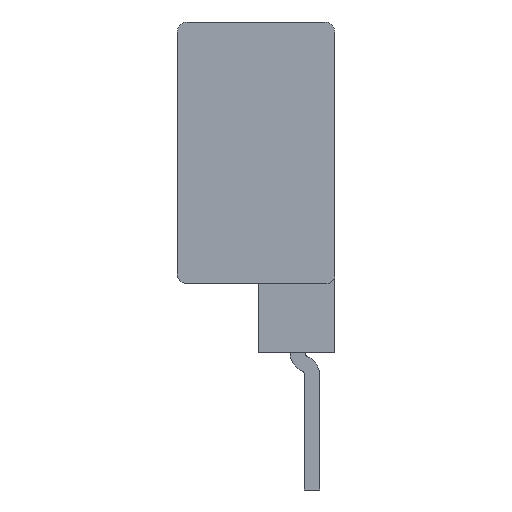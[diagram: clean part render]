
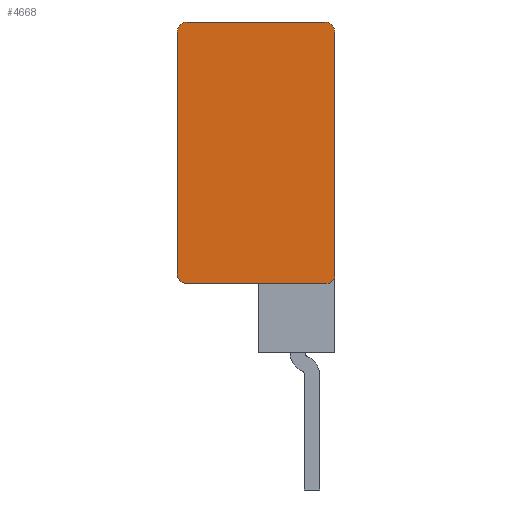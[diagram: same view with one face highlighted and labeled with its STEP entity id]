
A CAD part, left-side view. The second image highlights one B-rep face of the part: STEP entity #4668.
In plain terms, the highlighted planar face has unit normal (-1, 0, 0).
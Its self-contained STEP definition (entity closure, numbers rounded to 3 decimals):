
#1=CARTESIAN_POINT('',(-102.3,14.5,24.7));
#2=DIRECTION('',(-1.,0.,0.));
#3=DIRECTION('',(0.,0.,1.));
#4=AXIS2_PLACEMENT_3D('',#1,#2,#3);
#6=DIRECTION('',(0.,1.,0.));
#7=VECTOR('',#6,13.5);
#8=CARTESIAN_POINT('',(-102.3,1.,25.7));
#9=LINE('',#8,#7);
#10=CARTESIAN_POINT('',(-102.3,1.,24.7));
#11=DIRECTION('',(-1.,0.,0.));
#12=DIRECTION('',(0.,-1.,0.));
#13=AXIS2_PLACEMENT_3D('',#10,#11,#12);
#15=DIRECTION('',(0.,0.,1.));
#16=VECTOR('',#15,23.9);
#17=CARTESIAN_POINT('',(-102.3,0.,0.8));
#18=LINE('',#17,#16);
#19=CARTESIAN_POINT('',(-102.3,0.806,0.8));
#20=DIRECTION('',(-1.,0.,0.));
#21=DIRECTION('',(0.,0.,-1.));
#22=AXIS2_PLACEMENT_3D('',#19,#20,#21);
#24=DIRECTION('',(0.,-1.,0.));
#25=VECTOR('',#24,13.694);
#26=CARTESIAN_POINT('',(-102.3,14.5,0.));
#27=LINE('',#26,#25);
#28=CARTESIAN_POINT('',(-102.3,14.5,1.));
#29=DIRECTION('',(-1.,0.,0.));
#30=DIRECTION('',(0.,1.,0.));
#31=AXIS2_PLACEMENT_3D('',#28,#29,#30);
#33=DIRECTION('',(0.,0.,-1.));
#34=VECTOR('',#33,23.7);
#35=CARTESIAN_POINT('',(-102.3,15.5,24.7));
#36=LINE('',#35,#34);
#3659=CARTESIAN_POINT('',(-102.3,14.5,25.7));
#3660=CARTESIAN_POINT('',(-102.3,15.5,24.7));
#3661=VERTEX_POINT('',#3659);
#3662=VERTEX_POINT('',#3660);
#3663=CARTESIAN_POINT('',(-102.3,15.5,1.));
#3664=VERTEX_POINT('',#3663);
#3665=CARTESIAN_POINT('',(-102.3,14.5,0.));
#3666=VERTEX_POINT('',#3665);
#3667=CARTESIAN_POINT('',(-102.3,0.806,-0.006));
#3668=VERTEX_POINT('',#3667);
#3669=CARTESIAN_POINT('',(-102.3,0.,0.8));
#3670=VERTEX_POINT('',#3669);
#3671=CARTESIAN_POINT('',(-102.3,0.,24.7));
#3672=VERTEX_POINT('',#3671);
#3673=CARTESIAN_POINT('',(-102.3,1.,25.7));
#3674=VERTEX_POINT('',#3673);
#4645=CARTESIAN_POINT('',(-102.3,0.,0.));
#4646=DIRECTION('',(-1.,0.,0.));
#4647=DIRECTION('',(0.,-1.,0.));
#4648=AXIS2_PLACEMENT_3D('',#4645,#4646,#4647);
#4649=PLANE('',#4648);
#4651=ORIENTED_EDGE('',*,*,#4650,.F.);
#4653=ORIENTED_EDGE('',*,*,#4652,.F.);
#4655=ORIENTED_EDGE('',*,*,#4654,.F.);
#4657=ORIENTED_EDGE('',*,*,#4656,.F.);
#4659=ORIENTED_EDGE('',*,*,#4658,.F.);
#4661=ORIENTED_EDGE('',*,*,#4660,.F.);
#4663=ORIENTED_EDGE('',*,*,#4662,.F.);
#4665=ORIENTED_EDGE('',*,*,#4664,.F.);
#4666=EDGE_LOOP('',(#4651,#4653,#4655,#4657,#4659,#4661,#4663,#4665));
#4667=FACE_OUTER_BOUND('',#4666,.F.);
#4668=ADVANCED_FACE('',(#4667),#4649,.T.);
#5=CIRCLE('',#4,1.);
#14=CIRCLE('',#13,1.);
#23=CIRCLE('',#22,0.806);
#32=CIRCLE('',#31,1.);
#4650=EDGE_CURVE('',#3661,#3662,#5,.T.);
#4652=EDGE_CURVE('',#3674,#3661,#9,.T.);
#4654=EDGE_CURVE('',#3672,#3674,#14,.T.);
#4656=EDGE_CURVE('',#3670,#3672,#18,.T.);
#4658=EDGE_CURVE('',#3668,#3670,#23,.T.);
#4660=EDGE_CURVE('',#3666,#3668,#27,.T.);
#4662=EDGE_CURVE('',#3664,#3666,#32,.T.);
#4664=EDGE_CURVE('',#3662,#3664,#36,.T.);
